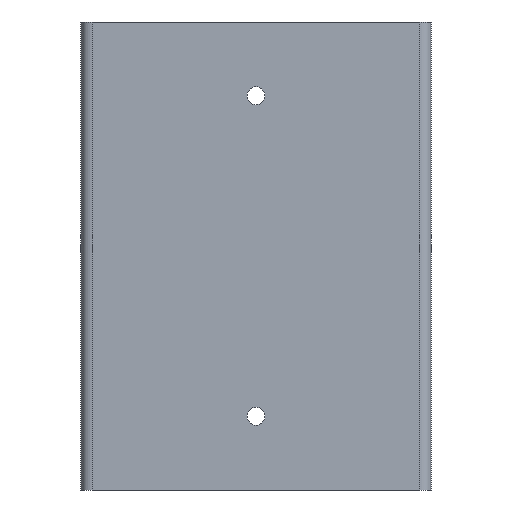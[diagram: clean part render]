
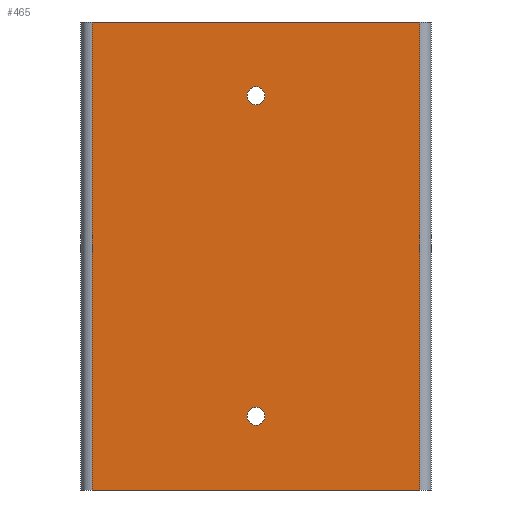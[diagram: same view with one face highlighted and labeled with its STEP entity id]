
A CAD part, front view. The second image highlights one B-rep face of the part: STEP entity #465.
In plain terms, the highlighted planar face has unit normal (0, -1, 0).
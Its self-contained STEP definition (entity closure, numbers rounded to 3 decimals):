
#15=FACE_BOUND('',#68,.T.);
#16=FACE_BOUND('',#69,.T.);
#26=PLANE('',#508);
#40=FACE_OUTER_BOUND('',#67,.T.);
#67=EDGE_LOOP('',(#322,#323,#324,#325));
#68=EDGE_LOOP('',(#326));
#69=EDGE_LOOP('',(#327));
#104=LINE('',#716,#142);
#106=LINE('',#722,#144);
#107=LINE('',#724,#145);
#108=LINE('',#725,#146);
#142=VECTOR('',#566,10.);
#144=VECTOR('',#572,10.);
#145=VECTOR('',#573,10.);
#146=VECTOR('',#574,10.);
#182=CIRCLE('',#509,2.4);
#183=CIRCLE('',#510,2.4);
#209=VERTEX_POINT('',#713);
#210=VERTEX_POINT('',#715);
#212=VERTEX_POINT('',#721);
#213=VERTEX_POINT('',#723);
#214=VERTEX_POINT('',#726);
#215=VERTEX_POINT('',#728);
#253=EDGE_CURVE('',#209,#210,#104,.T.);
#256=EDGE_CURVE('',#212,#209,#106,.T.);
#257=EDGE_CURVE('',#213,#212,#107,.T.);
#258=EDGE_CURVE('',#210,#213,#108,.T.);
#259=EDGE_CURVE('',#214,#214,#182,.T.);
#260=EDGE_CURVE('',#215,#215,#183,.T.);
#322=ORIENTED_EDGE('',*,*,#253,.F.);
#323=ORIENTED_EDGE('',*,*,#256,.F.);
#324=ORIENTED_EDGE('',*,*,#257,.F.);
#325=ORIENTED_EDGE('',*,*,#258,.F.);
#326=ORIENTED_EDGE('',*,*,#259,.T.);
#327=ORIENTED_EDGE('',*,*,#260,.T.);
#465=ADVANCED_FACE('',(#40,#15,#16),#26,.T.);
#508=AXIS2_PLACEMENT_3D('',#720,#570,#571);
#509=AXIS2_PLACEMENT_3D('',#727,#575,#576);
#510=AXIS2_PLACEMENT_3D('',#729,#577,#578);
#566=DIRECTION('',(0.,0.,-1.));
#570=DIRECTION('center_axis',(0.,-1.,0.));
#571=DIRECTION('ref_axis',(1.,0.,0.));
#572=DIRECTION('',(1.,0.,0.));
#573=DIRECTION('',(0.,0.,1.));
#574=DIRECTION('',(-1.,0.,0.));
#575=DIRECTION('center_axis',(0.,1.,0.));
#576=DIRECTION('ref_axis',(1.,0.,0.));
#577=DIRECTION('center_axis',(0.,1.,0.));
#578=DIRECTION('ref_axis',(1.,0.,0.));
#713=CARTESIAN_POINT('',(-3.,0.,127.));
#715=CARTESIAN_POINT('',(-3.,0.,0.));
#716=CARTESIAN_POINT('',(-3.,0.,0.));
#720=CARTESIAN_POINT('Origin',(-95.,0.,0.));
#721=CARTESIAN_POINT('',(-92.,0.,127.));
#722=CARTESIAN_POINT('',(-95.,0.,127.));
#723=CARTESIAN_POINT('',(-92.,0.,0.));
#724=CARTESIAN_POINT('',(-92.,0.,0.));
#725=CARTESIAN_POINT('',(0.,0.,0.));
#726=CARTESIAN_POINT('',(-49.9,0.,107.));
#727=CARTESIAN_POINT('Origin',(-47.5,0.,107.));
#728=CARTESIAN_POINT('',(-49.9,0.,20.));
#729=CARTESIAN_POINT('Origin',(-47.5,0.,20.));
